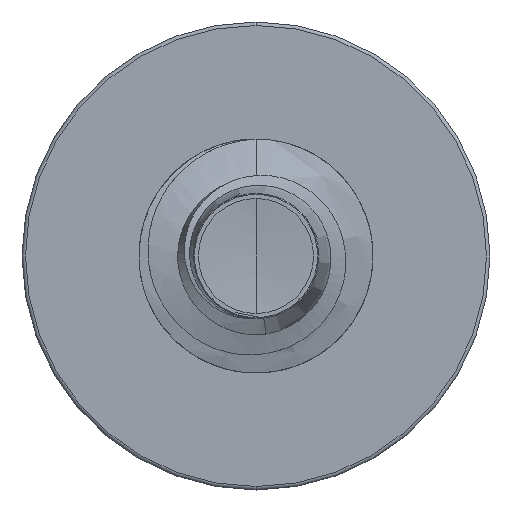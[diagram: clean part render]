
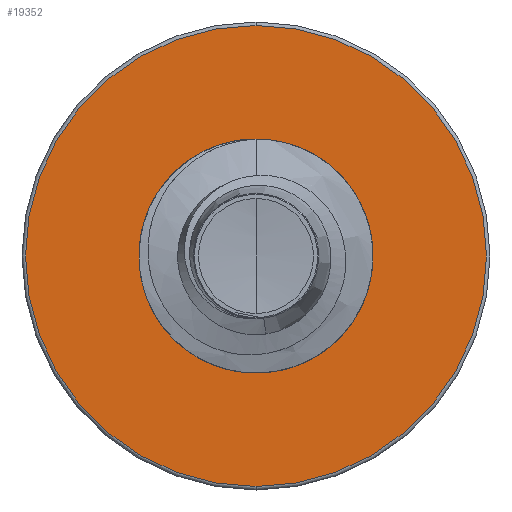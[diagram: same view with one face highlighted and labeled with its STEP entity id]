
A CAD part, front view. The second image highlights one B-rep face of the part: STEP entity #19352.
In plain terms, the highlighted planar face has unit normal (0, -1, 0).
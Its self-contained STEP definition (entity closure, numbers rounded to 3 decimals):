
#1 = CIRCLE ( 'NONE', #19194, 5.91 ) ;
#860 = EDGE_CURVE ( 'NONE', #23175, #15168, #2158, .T. ) ;
#866 = DIRECTION ( 'NONE',  ( 0., 0., 1. ) ) ;
#1883 = EDGE_CURVE ( 'NONE', #19106, #18736, #10603, .T. ) ;
#2158 = CIRCLE ( 'NONE', #15946, 5.91 ) ;
#2530 = AXIS2_PLACEMENT_3D ( 'NONE', #3008, #16497, #4963 ) ;
#3008 = CARTESIAN_POINT ( 'NONE',  ( 0., 22.5, 0. ) ) ;
#3371 = AXIS2_PLACEMENT_3D ( 'NONE', #15330, #3790, #17267 ) ;
#3790 = DIRECTION ( 'NONE',  ( 0., 1., 0. ) ) ;
#4811 = EDGE_CURVE ( 'NONE', #18736, #19106, #10891, .T. ) ;
#4963 = DIRECTION ( 'NONE',  ( 0., 0., 1. ) ) ;
#5274 = DIRECTION ( 'NONE',  ( 0., 1., 0. ) ) ;
#8721 = CARTESIAN_POINT ( 'NONE',  ( 0., 22.5, 2.842 ) ) ;
#8979 = DIRECTION ( 'NONE',  ( 0., 1., 0. ) ) ;
#9540 = ORIENTED_EDGE ( 'NONE', *, *, #1883, .T. ) ;
#10603 = CIRCLE ( 'NONE', #2530, 2.842 ) ;
#10891 = CIRCLE ( 'NONE', #3371, 2.842 ) ;
#12205 = EDGE_CURVE ( 'NONE', #15168, #23175, #1, .T. ) ;
#12435 = DIRECTION ( 'NONE',  ( 0., 1., 0. ) ) ;
#13110 = ORIENTED_EDGE ( 'NONE', *, *, #860, .F. ) ;
#13966 = ORIENTED_EDGE ( 'NONE', *, *, #4811, .T. ) ;
#15168 = VERTEX_POINT ( 'NONE', #19994 ) ;
#15330 = CARTESIAN_POINT ( 'NONE',  ( 0., 22.5, 0. ) ) ;
#15946 = AXIS2_PLACEMENT_3D ( 'NONE', #23816, #12435, #866 ) ;
#16497 = DIRECTION ( 'NONE',  ( 0., 1., 0. ) ) ;
#16817 = PLANE ( 'NONE',  #18898 ) ;
#17267 = DIRECTION ( 'NONE',  ( 0., 0., 1. ) ) ;
#18653 = CARTESIAN_POINT ( 'NONE',  ( 0., 22.5, -2.842 ) ) ;
#18735 = DIRECTION ( 'NONE',  ( 0., 0., 1. ) ) ;
#18736 = VERTEX_POINT ( 'NONE', #19896 ) ;
#18898 = AXIS2_PLACEMENT_3D ( 'NONE', #18653, #5274, #18735 ) ;
#19106 = VERTEX_POINT ( 'NONE', #8721 ) ;
#19194 = AXIS2_PLACEMENT_3D ( 'NONE', #20475, #8979, #22353 ) ;
#19352 = ADVANCED_FACE ( 'NONE', ( #20442, #24223 ), #16817, .F. ) ;
#19896 = CARTESIAN_POINT ( 'NONE',  ( 0., 22.5, -2.842 ) ) ;
#19994 = CARTESIAN_POINT ( 'NONE',  ( 0., 22.5, -5.91 ) ) ;
#20248 = EDGE_LOOP ( 'NONE', ( #9540, #13966 ) ) ;
#20442 = FACE_OUTER_BOUND ( 'NONE', #23734, .T. ) ;
#20475 = CARTESIAN_POINT ( 'NONE',  ( 0., 22.5, 0. ) ) ;
#20791 = ORIENTED_EDGE ( 'NONE', *, *, #12205, .F. ) ;
#22353 = DIRECTION ( 'NONE',  ( 0., 0., 1. ) ) ;
#23175 = VERTEX_POINT ( 'NONE', #24127 ) ;
#23734 = EDGE_LOOP ( 'NONE', ( #13110, #20791 ) ) ;
#23816 = CARTESIAN_POINT ( 'NONE',  ( 0., 22.5, 0. ) ) ;
#24127 = CARTESIAN_POINT ( 'NONE',  ( 0., 22.5, 5.91 ) ) ;
#24223 = FACE_BOUND ( 'NONE', #20248, .T. ) ;
